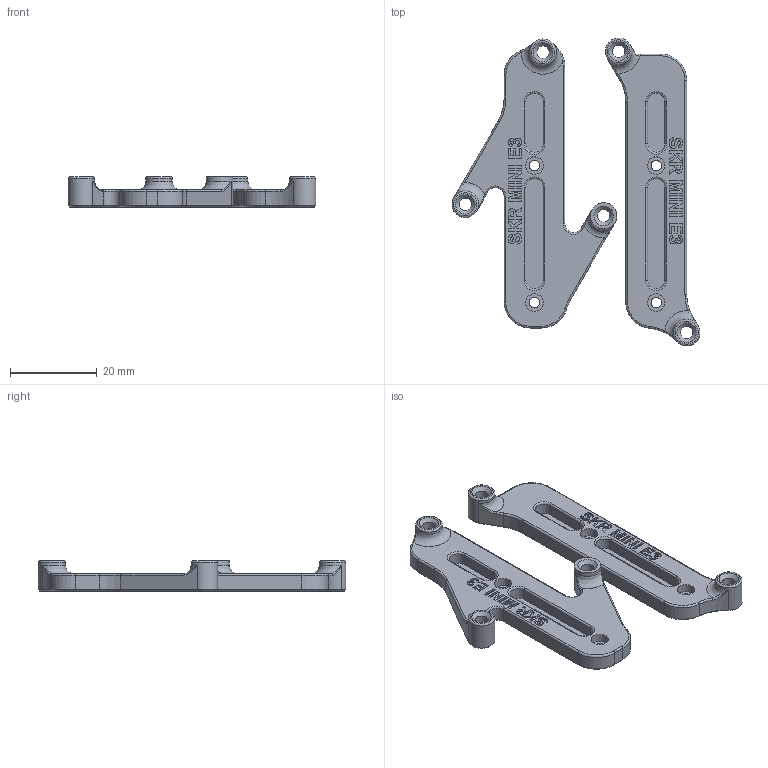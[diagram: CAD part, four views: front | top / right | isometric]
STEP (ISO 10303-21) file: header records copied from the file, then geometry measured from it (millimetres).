
FILE_DESCRIPTION(/* description */ (''),/* implementation_level */ '2;1');
FILE_NAME(/* name */ 'SKR_Mini_E3_2pc.step',/* time_stamp */ '2023-03-29T17:05:47-07:00',/* author */ (''),/* organization */ (''),/* preprocessor_version */ 'ST-DEVELOPER v19.2',/* originating_system */ 'Autodesk Translation Framework v11.17.0.187',/* authorisation */ '');
FILE_SCHEMA (('AUTOMOTIVE_DESIGN { 1 0 10303 214 3 1 1 }'));
Length unit declared in the file: millimetre
Products named in the file (1): SKR_Mini_E3_2pc
Bounding box: 57.01 x 70.77 x 7 mm (x, y, z)
Volume: 7491.8 mm3; surface area: 6695.5 mm2
Topology: 2 solids, 2 shells, 491 faces, 1277 edges, 809 vertices
Faces by surface type: plane 215, bspline 151, cylinder 61, cone 34, torus 30
Full cylindrical faces by diameter (mm): 2.4 x4, 2.9 x5, 4 x4, 6.1 x5
Entity records: 16665 total; most frequent: CARTESIAN_POINT 5532, ORIENTED_EDGE 2536, DIRECTION 1852, EDGE_CURVE 1268, VERTEX_POINT 809, LINE 756, VECTOR 756, AXIS2_PLACEMENT_3D 548
